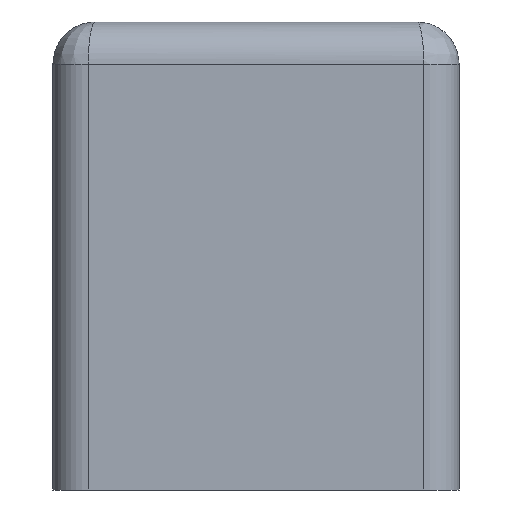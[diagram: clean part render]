
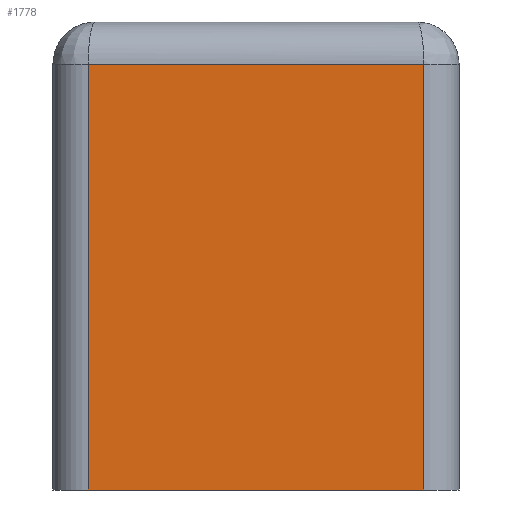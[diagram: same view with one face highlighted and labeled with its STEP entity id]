
A CAD part, left-side view. The second image highlights one B-rep face of the part: STEP entity #1778.
In plain terms, the highlighted planar face has unit normal (-1, 0, 0).
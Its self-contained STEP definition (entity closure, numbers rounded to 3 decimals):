
#276=FACE_OUTER_BOUND('',#388,.T.);
#388=EDGE_LOOP('',(#1560,#1561,#1562,#1563));
#561=LINE('',#2998,#729);
#569=LINE('',#3087,#737);
#570=LINE('',#3145,#738);
#572=LINE('',#3162,#740);
#729=VECTOR('',#2213,9.5);
#737=VECTOR('',#2239,12.05);
#738=VECTOR('',#2244,9.5);
#740=VECTOR('',#2248,12.05);
#887=VERTEX_POINT('',#2995);
#888=VERTEX_POINT('',#2997);
#897=VERTEX_POINT('',#3086);
#898=VERTEX_POINT('',#3144);
#1109=EDGE_CURVE('',#887,#888,#561,.T.);
#1124=EDGE_CURVE('',#888,#897,#569,.T.);
#1127=EDGE_CURVE('',#897,#898,#570,.T.);
#1131=EDGE_CURVE('',#898,#887,#572,.T.);
#1560=ORIENTED_EDGE('',*,*,#1124,.F.);
#1561=ORIENTED_EDGE('',*,*,#1109,.F.);
#1562=ORIENTED_EDGE('',*,*,#1131,.F.);
#1563=ORIENTED_EDGE('',*,*,#1127,.F.);
#1687=PLANE('',#1890);
#1778=ADVANCED_FACE('',(#276),#1687,.T.);
#1890=AXIS2_PLACEMENT_3D('',#3161,#2246,#2247);
#2213=DIRECTION('',(0.,1.,0.));
#2239=DIRECTION('',(0.,0.,1.));
#2244=DIRECTION('',(0.,-1.,0.));
#2246=DIRECTION('center_axis',(-1.,0.,0.));
#2247=DIRECTION('ref_axis',(0.,-1.,0.));
#2248=DIRECTION('',(0.,0.,-1.));
#2995=CARTESIAN_POINT('',(-8.85,-4.75,-0.75));
#2997=CARTESIAN_POINT('',(-8.85,4.75,-0.75));
#2998=CARTESIAN_POINT('',(-8.85,-6.,-0.75));
#3086=CARTESIAN_POINT('',(-8.85,4.75,11.3));
#3087=CARTESIAN_POINT('',(-8.85,4.75,0.));
#3144=CARTESIAN_POINT('',(-8.85,-4.75,11.3));
#3145=CARTESIAN_POINT('',(-8.85,3.,11.3));
#3161=CARTESIAN_POINT('Origin',(-8.85,6.,0.));
#3162=CARTESIAN_POINT('',(-8.85,-4.75,0.));
